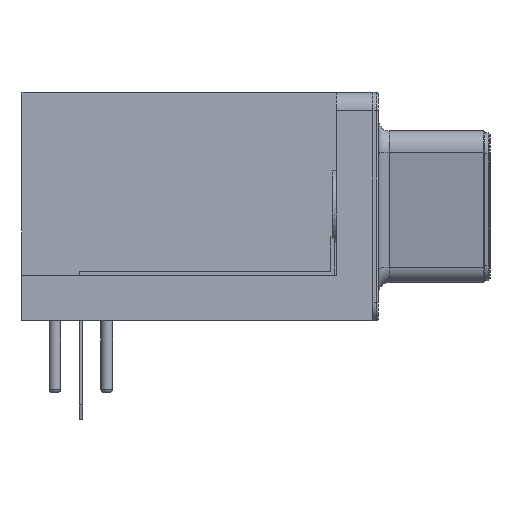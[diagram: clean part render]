
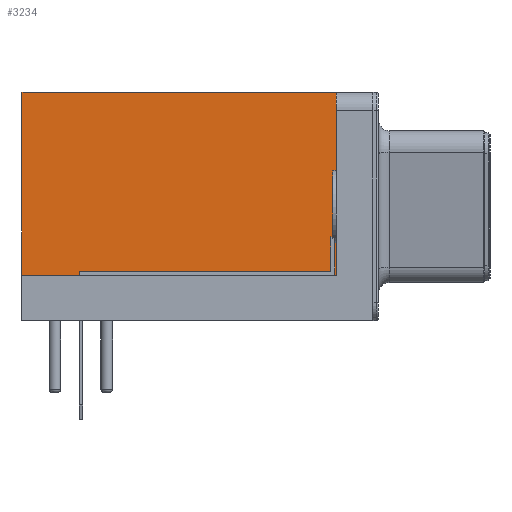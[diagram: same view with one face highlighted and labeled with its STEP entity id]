
A CAD part, left-side view. The second image highlights one B-rep face of the part: STEP entity #3234.
In plain terms, the highlighted planar face has unit normal (-1, 0, 0).
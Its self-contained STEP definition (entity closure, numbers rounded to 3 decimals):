
#1862 = VERTEX_POINT('',#1863);
#1863 = CARTESIAN_POINT('',(-54.13,1.8,12.5));
#1869 = EDGE_CURVE('',#1870,#1862,#1872,.T.);
#1870 = VERTEX_POINT('',#1871);
#1871 = CARTESIAN_POINT('',(-54.13,-15.4,12.5));
#1872 = LINE('',#1873,#1874);
#1873 = CARTESIAN_POINT('',(-54.13,-16.4,12.5));
#1874 = VECTOR('',#1875,1.);
#1875 = DIRECTION('',(0.,1.,0.));
#3164 = EDGE_CURVE('',#3165,#1862,#3167,.T.);
#3165 = VERTEX_POINT('',#3166);
#3166 = CARTESIAN_POINT('',(-54.13,1.8,2.5));
#3167 = LINE('',#3168,#3169);
#3168 = CARTESIAN_POINT('',(-54.13,1.8,4.375));
#3169 = VECTOR('',#3170,1.);
#3170 = DIRECTION('',(0.,0.,1.));
#3192 = VERTEX_POINT('',#3193);
#3193 = CARTESIAN_POINT('',(-54.13,-15.4,2.5));
#3199 = EDGE_CURVE('',#3192,#1870,#3200,.T.);
#3200 = LINE('',#3201,#3202);
#3201 = CARTESIAN_POINT('',(-54.13,-15.4,2.5));
#3202 = VECTOR('',#3203,1.);
#3203 = DIRECTION('',(0.,0.,1.));
#3234 = ADVANCED_FACE('',(#3235),#3246,.F.);
#3235 = FACE_BOUND('',#3236,.F.);
#3236 = EDGE_LOOP('',(#3237,#3238,#3244,#3245));
#3237 = ORIENTED_EDGE('',*,*,#3199,.F.);
#3238 = ORIENTED_EDGE('',*,*,#3239,.T.);
#3239 = EDGE_CURVE('',#3192,#3165,#3240,.T.);
#3240 = LINE('',#3241,#3242);
#3241 = CARTESIAN_POINT('',(-54.13,-15.4,2.5));
#3242 = VECTOR('',#3243,1.);
#3243 = DIRECTION('',(0.,1.,0.));
#3244 = ORIENTED_EDGE('',*,*,#3164,.T.);
#3245 = ORIENTED_EDGE('',*,*,#1869,.F.);
#3246 = PLANE('',#3247);
#3247 = AXIS2_PLACEMENT_3D('',#3248,#3249,#3250);
#3248 = CARTESIAN_POINT('',(-54.13,-15.4,2.5));
#3249 = DIRECTION('',(1.,0.,0.));
#3250 = DIRECTION('',(0.,0.,1.));
